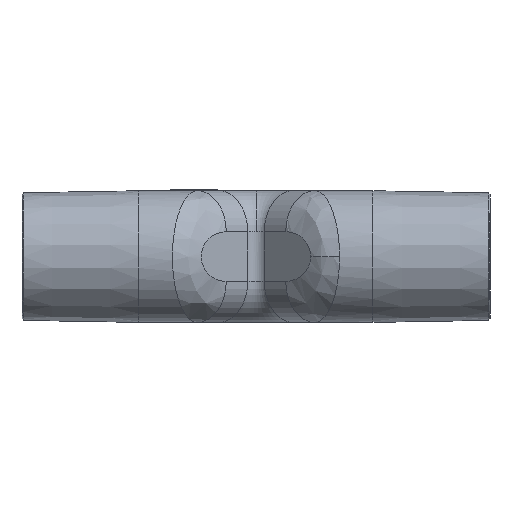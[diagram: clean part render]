
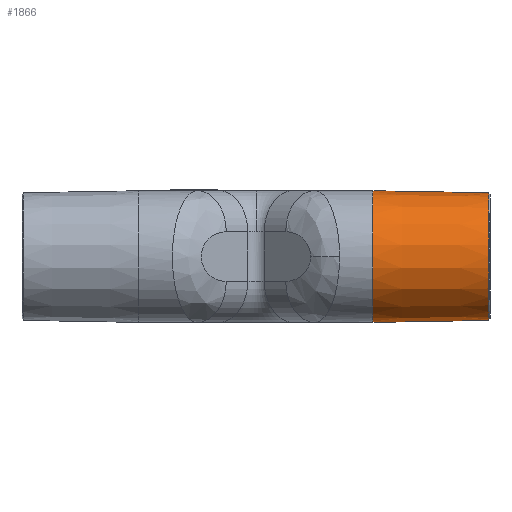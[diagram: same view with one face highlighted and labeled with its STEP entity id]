
A CAD part, left-side view. The second image highlights one B-rep face of the part: STEP entity #1866.
In plain terms, the highlighted conical face has half-angle 1 degrees and reference radius 11.25 mm.
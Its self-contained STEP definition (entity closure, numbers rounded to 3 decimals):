
#68 = ORIENTED_EDGE ( 'NONE', *, *, #572, .T. ) ;
#126 = CARTESIAN_POINT ( 'NONE',  ( -30., 0., 11.25 ) ) ;
#361 = EDGE_CURVE ( 'NONE', #2116, #5724, #484, .T. ) ;
#484 = CIRCLE ( 'NONE', #2957, 11.25 ) ;
#488 = LINE ( 'NONE', #3711, #6634 ) ;
#501 = DIRECTION ( 'NONE',  ( 0., 0., 1. ) ) ;
#572 = EDGE_CURVE ( 'NONE', #4582, #2116, #6680, .T. ) ;
#1055 = CARTESIAN_POINT ( 'NONE',  ( -30., 0., -11.25 ) ) ;
#1534 = CARTESIAN_POINT ( 'NONE',  ( -30., 0., 0. ) ) ;
#1536 = DIRECTION ( 'NONE',  ( 0., 1., 0. ) ) ;
#1614 = DIRECTION ( 'NONE',  ( 0., 1., -0.017 ) ) ;
#1784 = CARTESIAN_POINT ( 'NONE',  ( -30., -19.746, -10.905 ) ) ;
#1866 = ADVANCED_FACE ( 'NONE', ( #4862 ), #5782, .T. ) ;
#2116 = VERTEX_POINT ( 'NONE', #126 ) ;
#2315 = DIRECTION ( 'NONE',  ( 0., 0., -1. ) ) ;
#2585 = CARTESIAN_POINT ( 'NONE',  ( -30., -19.746, 0. ) ) ;
#2957 = AXIS2_PLACEMENT_3D ( 'NONE', #6573, #3397, #2315 ) ;
#3047 = AXIS2_PLACEMENT_3D ( 'NONE', #2585, #1536, #501 ) ;
#3154 = DIRECTION ( 'NONE',  ( 0., 0., 1. ) ) ;
#3188 = VERTEX_POINT ( 'NONE', #1784 ) ;
#3217 = ORIENTED_EDGE ( 'NONE', *, *, #5856, .T. ) ;
#3397 = DIRECTION ( 'NONE',  ( 0., -1., 0. ) ) ;
#3711 = CARTESIAN_POINT ( 'NONE',  ( -30., 0., -11.25 ) ) ;
#3835 = ORIENTED_EDGE ( 'NONE', *, *, #6214, .F. ) ;
#3911 = AXIS2_PLACEMENT_3D ( 'NONE', #1534, #6769, #3154 ) ;
#4234 = EDGE_LOOP ( 'NONE', ( #3835, #3217, #68, #5193 ) ) ;
#4582 = VERTEX_POINT ( 'NONE', #4783 ) ;
#4701 = VECTOR ( 'NONE', #4790, 1000. ) ;
#4783 = CARTESIAN_POINT ( 'NONE',  ( -30., -19.746, 10.905 ) ) ;
#4790 = DIRECTION ( 'NONE',  ( 0., 1., 0.017 ) ) ;
#4862 = FACE_OUTER_BOUND ( 'NONE', #4234, .T. ) ;
#5193 = ORIENTED_EDGE ( 'NONE', *, *, #361, .T. ) ;
#5347 = CIRCLE ( 'NONE', #3047, 10.905 ) ;
#5724 = VERTEX_POINT ( 'NONE', #1055 ) ;
#5782 = CONICAL_SURFACE ( 'NONE', #3911, 11.25, 0.017 ) ;
#5856 = EDGE_CURVE ( 'NONE', #3188, #4582, #5347, .T. ) ;
#6214 = EDGE_CURVE ( 'NONE', #3188, #5724, #488, .T. ) ;
#6229 = CARTESIAN_POINT ( 'NONE',  ( -30., 0., 11.25 ) ) ;
#6573 = CARTESIAN_POINT ( 'NONE',  ( -30., 0., 0. ) ) ;
#6634 = VECTOR ( 'NONE', #1614, 1000. ) ;
#6680 = LINE ( 'NONE', #6229, #4701 ) ;
#6769 = DIRECTION ( 'NONE',  ( 0., 1., 0. ) ) ;
